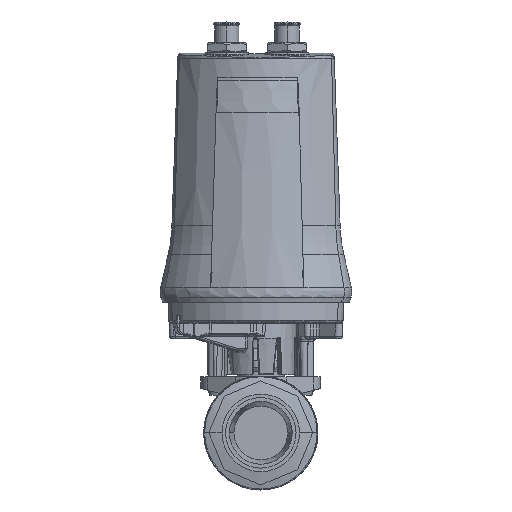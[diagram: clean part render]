
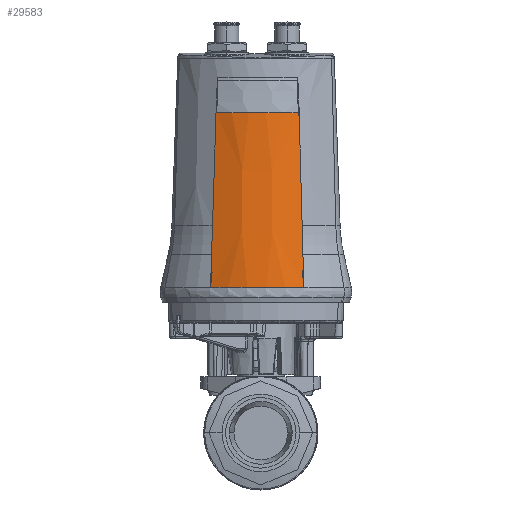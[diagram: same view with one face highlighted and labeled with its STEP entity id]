
A CAD part, left-side view. The second image highlights one B-rep face of the part: STEP entity #29583.
In plain terms, the highlighted conical face has half-angle 4.088 degrees and reference radius 28.011 mm.
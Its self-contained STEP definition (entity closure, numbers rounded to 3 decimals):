
#8165=DIRECTION('',(-0.066,-0.027,-0.997));
#8166=VECTOR('',#8165,45.265);
#8167=CARTESIAN_POINT('',(-24.475,-9.889,
-5.32));
#8168=LINE('',#8167,#8166);
#8182=CARTESIAN_POINT('',(0.,0.,-5.32));
#8183=DIRECTION('',(0.,0.,-1.));
#8184=DIRECTION('',(-0.927,-0.375,0.));
#8185=AXIS2_PLACEMENT_3D('',#8182,#8183,#8184);
#8202=CARTESIAN_POINT('',(0.,0.,
-50.47));
#8203=DIRECTION('',(0.,0.,-1.));
#8204=DIRECTION('',(-0.927,-0.375,0.));
#8205=AXIS2_PLACEMENT_3D('',#8202,#8203,#8204);
#8620=DIRECTION('',(0.064,-0.031,0.997));
#8621=VECTOR('',#8620,45.265);
#8622=CARTESIAN_POINT('',(-26.626,12.986,
-50.47));
#8623=LINE('',#8622,#8621);
#13296=CARTESIAN_POINT('',(-23.726,11.572,
-5.32));
#13298=VERTEX_POINT('',#13296);
#13404=CARTESIAN_POINT('',(-26.626,12.986,
-50.47));
#13405=VERTEX_POINT('',#13404);
#13421=CARTESIAN_POINT('',(-27.467,-11.097,
-50.47));
#13422=VERTEX_POINT('',#13421);
#13464=CARTESIAN_POINT('',(-24.475,-9.889,
-5.32));
#13465=VERTEX_POINT('',#13464);
#29569=CARTESIAN_POINT('',(0.,0.,-27.895));
#29570=DIRECTION('',(0.,0.,-1.));
#29571=DIRECTION('',(-1.,0.,0.));
#29572=AXIS2_PLACEMENT_3D('',#29569,#29570,#29571);
#29573=CONICAL_SURFACE('',#29572,28.011,4.088);
#29575=ORIENTED_EDGE('',*,*,#29574,.T.);
#29577=ORIENTED_EDGE('',*,*,#29576,.T.);
#29579=ORIENTED_EDGE('',*,*,#29578,.F.);
#29580=ORIENTED_EDGE('',*,*,#29558,.T.);
#29581=EDGE_LOOP('',(#29575,#29577,#29579,#29580));
#29582=FACE_OUTER_BOUND('',#29581,.F.);
#8186=CIRCLE('',#8185,26.397);
#8206=CIRCLE('',#8205,29.624);
#29558=EDGE_CURVE('',#13465,#13422,#8168,.T.);
#29574=EDGE_CURVE('',#13422,#13405,#8206,.T.);
#29576=EDGE_CURVE('',#13405,#13298,#8623,.T.);
#29578=EDGE_CURVE('',#13465,#13298,#8186,.T.);
#29583=ADVANCED_FACE('',(#29582),#29573,.T.);
